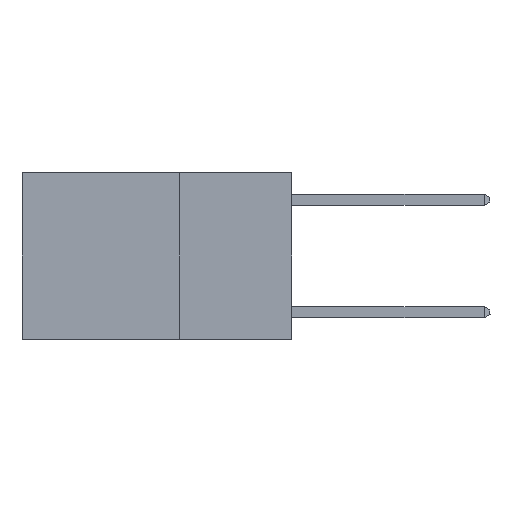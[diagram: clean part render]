
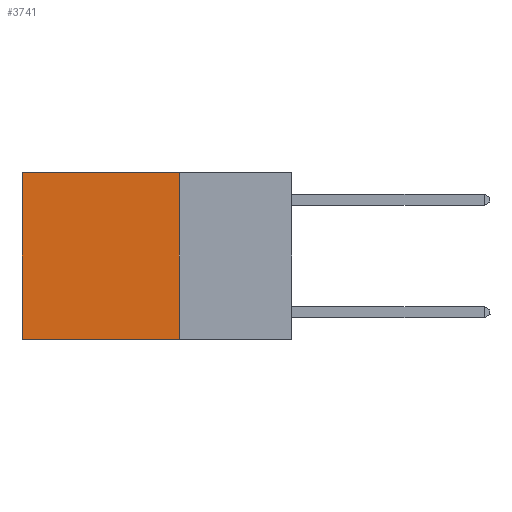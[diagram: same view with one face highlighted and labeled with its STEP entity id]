
A CAD part, left-side view. The second image highlights one B-rep face of the part: STEP entity #3741.
In plain terms, the highlighted planar face has unit normal (-1, 0, 0).
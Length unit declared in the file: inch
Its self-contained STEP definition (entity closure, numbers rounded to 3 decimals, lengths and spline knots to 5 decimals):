
#965 = DIRECTION ( 'NONE',  ( 0., 1., 0. ) ) ;
#1681 = EDGE_CURVE ( 'NONE', #13606, #14107, #14421, .T. ) ;
#2263 = DIRECTION ( 'NONE',  ( 0., 1., 0. ) ) ;
#2607 = EDGE_LOOP ( 'NONE', ( #7737, #16911, #10626, #15176 ) ) ;
#3741 = ADVANCED_FACE ( 'NONE', ( #4085 ), #21066, .F. ) ;
#4085 = FACE_OUTER_BOUND ( 'NONE', #2607, .T. ) ;
#4723 = VECTOR ( 'NONE', #4890, 39.37008 ) ;
#4890 = DIRECTION ( 'NONE',  ( 0., 0., -1. ) ) ;
#5298 = DIRECTION ( 'NONE',  ( 1., 0., 0. ) ) ;
#7093 = CARTESIAN_POINT ( 'NONE',  ( 0.2625, 0.6, -0.37 ) ) ;
#7662 = CARTESIAN_POINT ( 'NONE',  ( 0.2625, 0.6, 0. ) ) ;
#7737 = ORIENTED_EDGE ( 'NONE', *, *, #1681, .T. ) ;
#8274 = AXIS2_PLACEMENT_3D ( 'NONE', #16015, #5298, #17814 ) ;
#8800 = VECTOR ( 'NONE', #2263, 39.37008 ) ;
#9369 = LINE ( 'NONE', #12936, #8800 ) ;
#10512 = CARTESIAN_POINT ( 'NONE',  ( 0.2625, 0.6, 0. ) ) ;
#10626 = ORIENTED_EDGE ( 'NONE', *, *, #19198, .F. ) ;
#10690 = VERTEX_POINT ( 'NONE', #19002 ) ;
#10875 = VECTOR ( 'NONE', #965, 39.37008 ) ;
#12936 = CARTESIAN_POINT ( 'NONE',  ( 0.2625, 0.25, -0.37 ) ) ;
#13504 = CARTESIAN_POINT ( 'NONE',  ( 0.2625, 0.25, 0. ) ) ;
#13606 = VERTEX_POINT ( 'NONE', #7662 ) ;
#14107 = VERTEX_POINT ( 'NONE', #7093 ) ;
#14390 = VECTOR ( 'NONE', #22609, 39.37008 ) ;
#14421 = LINE ( 'NONE', #10512, #14390 ) ;
#14862 = VERTEX_POINT ( 'NONE', #16218 ) ;
#15176 = ORIENTED_EDGE ( 'NONE', *, *, #17146, .T. ) ;
#16015 = CARTESIAN_POINT ( 'NONE',  ( 0.2625, 0.25, 0. ) ) ;
#16218 = CARTESIAN_POINT ( 'NONE',  ( 0.2625, 0.25, 0. ) ) ;
#16911 = ORIENTED_EDGE ( 'NONE', *, *, #17664, .F. ) ;
#17146 = EDGE_CURVE ( 'NONE', #14862, #13606, #21186, .T. ) ;
#17664 = EDGE_CURVE ( 'NONE', #10690, #14107, #9369, .T. ) ;
#17814 = DIRECTION ( 'NONE',  ( 0., 0., -1. ) ) ;
#19002 = CARTESIAN_POINT ( 'NONE',  ( 0.2625, 0.25, -0.37 ) ) ;
#19198 = EDGE_CURVE ( 'NONE', #14862, #10690, #19459, .T. ) ;
#19459 = LINE ( 'NONE', #22357, #4723 ) ;
#21066 = PLANE ( 'NONE',  #8274 ) ;
#21186 = LINE ( 'NONE', #13504, #10875 ) ;
#22357 = CARTESIAN_POINT ( 'NONE',  ( 0.2625, 0.25, 0. ) ) ;
#22609 = DIRECTION ( 'NONE',  ( 0., 0., -1. ) ) ;
